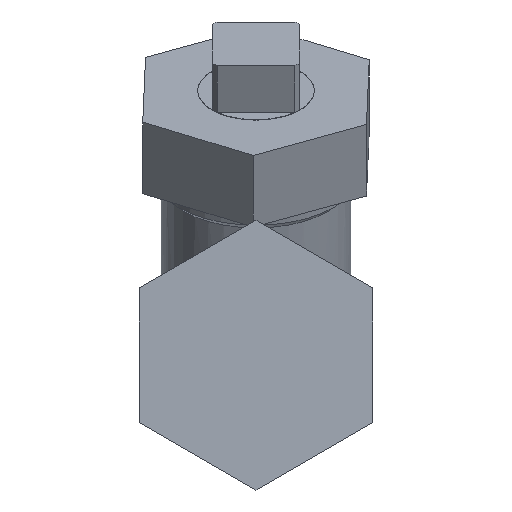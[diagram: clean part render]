
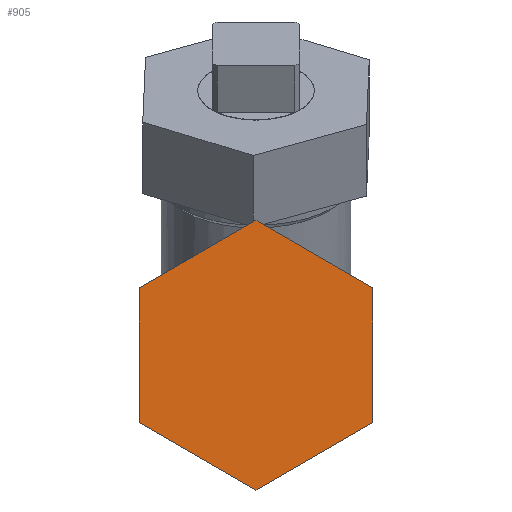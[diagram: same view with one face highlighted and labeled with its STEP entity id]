
A CAD part, left-side view. The second image highlights one B-rep face of the part: STEP entity #905.
In plain terms, the highlighted planar face has unit normal (-1, 0, 0).
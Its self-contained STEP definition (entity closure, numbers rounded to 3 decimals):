
#38=LINE('',#3410,#103);
#39=LINE('',#3413,#104);
#40=LINE('',#3415,#105);
#41=LINE('',#3417,#106);
#42=LINE('',#3419,#107);
#43=LINE('',#3421,#108);
#103=VECTOR('',#1131,1000.);
#104=VECTOR('',#1132,1000.);
#105=VECTOR('',#1133,1000.);
#106=VECTOR('',#1134,1000.);
#107=VECTOR('',#1135,1000.);
#108=VECTOR('',#1136,1000.);
#166=PLANE('',#989);
#361=ORIENTED_EDGE('',*,*,#549,.F.);
#362=ORIENTED_EDGE('',*,*,#550,.F.);
#363=ORIENTED_EDGE('',*,*,#551,.F.);
#364=ORIENTED_EDGE('',*,*,#552,.F.);
#365=ORIENTED_EDGE('',*,*,#553,.F.);
#366=ORIENTED_EDGE('',*,*,#554,.F.);
#549=EDGE_CURVE('',#657,#658,#38,.T.);
#550=EDGE_CURVE('',#659,#657,#39,.T.);
#551=EDGE_CURVE('',#660,#659,#40,.T.);
#552=EDGE_CURVE('',#661,#660,#41,.T.);
#553=EDGE_CURVE('',#662,#661,#42,.T.);
#554=EDGE_CURVE('',#658,#662,#43,.T.);
#657=VERTEX_POINT('',#3411);
#658=VERTEX_POINT('',#3412);
#659=VERTEX_POINT('',#3414);
#660=VERTEX_POINT('',#3416);
#661=VERTEX_POINT('',#3418);
#662=VERTEX_POINT('',#3420);
#764=EDGE_LOOP('',(#361,#362,#363,#364,#365,#366));
#837=FACE_BOUND('',#764,.T.);
#905=ADVANCED_FACE('',(#837),#166,.T.);
#989=AXIS2_PLACEMENT_3D('',#3409,#1129,#1130);
#1129=DIRECTION('',(-1.,0.,0.));
#1130=DIRECTION('',(0.,-1.,0.));
#1131=DIRECTION('',(0.,0.,-1.));
#1132=DIRECTION('',(0.,-0.866,-0.5));
#1133=DIRECTION('',(0.,-0.866,0.5));
#1134=DIRECTION('',(0.,0.,1.));
#1135=DIRECTION('',(0.,0.866,0.5));
#1136=DIRECTION('',(0.,0.866,-0.5));
#3409=CARTESIAN_POINT('',(-35.5,0.,0.));
#3410=CARTESIAN_POINT('',(-35.5,-12.,6.928));
#3411=CARTESIAN_POINT('',(-35.5,-12.,6.928));
#3412=CARTESIAN_POINT('',(-35.5,-12.,-6.928));
#3413=CARTESIAN_POINT('',(-35.5,0.,13.856));
#3414=CARTESIAN_POINT('',(-35.5,0.,13.856));
#3415=CARTESIAN_POINT('',(-35.5,12.,6.928));
#3416=CARTESIAN_POINT('',(-35.5,12.,6.928));
#3417=CARTESIAN_POINT('',(-35.5,12.,-6.928));
#3418=CARTESIAN_POINT('',(-35.5,12.,-6.928));
#3419=CARTESIAN_POINT('',(-35.5,0.,-13.856));
#3420=CARTESIAN_POINT('',(-35.5,0.,-13.856));
#3421=CARTESIAN_POINT('',(-35.5,-12.,-6.928));
